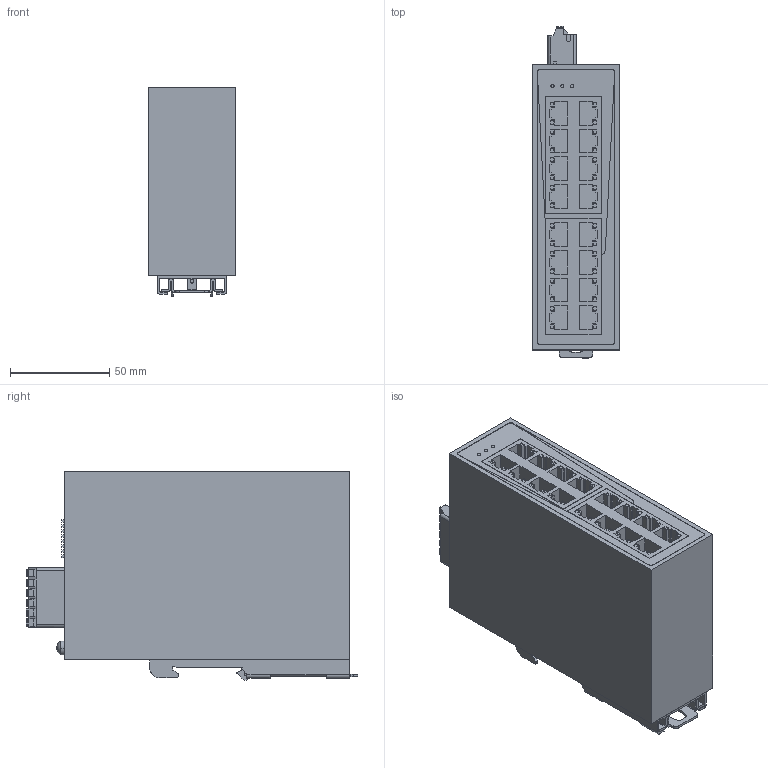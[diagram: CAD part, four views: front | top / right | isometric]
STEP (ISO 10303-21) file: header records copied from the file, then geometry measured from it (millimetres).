
FILE_DESCRIPTION(('CATIA V5 STEP Exchange','CAx-IF Rec.Pracs.--- Model Styling and Organization---1.5--- 2016-08-15','CAx-IF Rec.Pracs.---Supplemental Geometry---1.0---2011-11-01','CAx-IF Rec.Pracs.--- Composite Materials ---1.1---2010-07-15'),'2;1');
FILE_NAME ('D1623193_1', '2024-08-23T06:41:03+00:00', ('none'), ('Weidmueller'), 'CATIA Version 5-6 Release 2022 SP4 HF5', 'CATIA V5 STEP AP214 v3', 'none');
FILE_SCHEMA(('AUTOMOTIVE_DESIGN { 1 0 10303 214 1 1 1 1 }'));
Length unit declared in the file: millimetre
Products named in the file (1): S3D_IE_SW_BLB_16_16TX
Bounding box: 44 x 167.38 x 105.4 mm (x, y, z)
Volume: 598467.3 mm3; surface area: 67035.1 mm2
Topology: 1 solids, 1 shells, 970 faces, 2758 edges, 1876 vertices
Faces by surface type: plane 826, cylinder 104, extrusion 26, torus 12, sphere 2
Entity records: 31271 total; most frequent: CARTESIAN_POINT 6862, ORIENTED_EDGE 5516, DIRECTION 3665, EDGE_CURVE 2758, VECTOR 2266, LINE 2240, VERTEX_POINT 1876, EDGE_LOOP 1058
